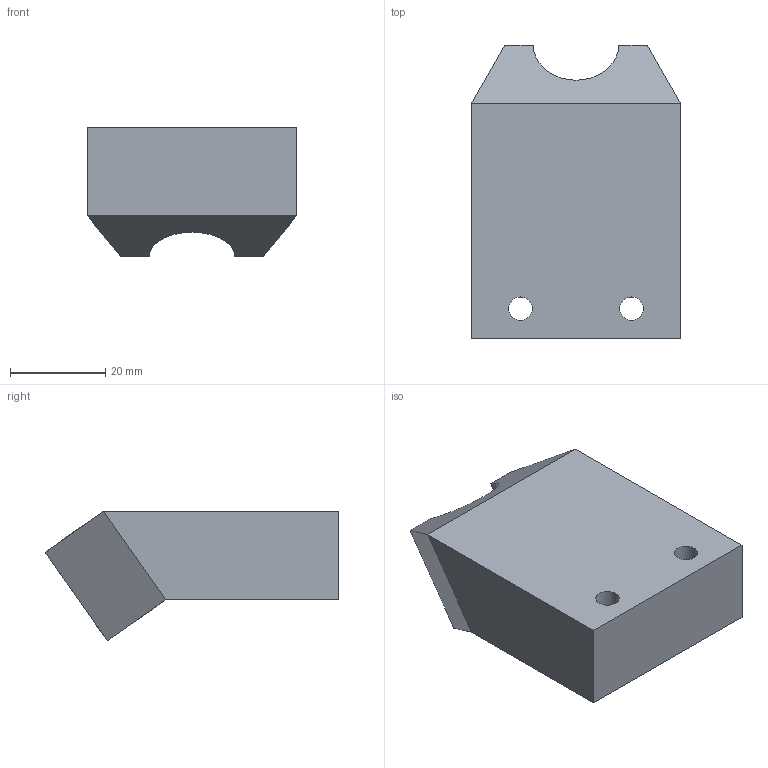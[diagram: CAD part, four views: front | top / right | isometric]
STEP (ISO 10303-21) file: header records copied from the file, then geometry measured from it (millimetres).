
FILE_DESCRIPTION (( 'STEP AP214' ), '1' );
FILE_NAME ('4400-23-P-0610(1 pieza).STEP', '2023-03-01T05:38:49', ( '' ), ( '' ), 'SwSTEP 2.0', 'SolidWorks 2022', '' );
FILE_SCHEMA (( 'AUTOMOTIVE_DESIGN' ));
Length unit declared in the file: inch
Products named in the file (1): 4400-23-P-0610(1 pieza)
Bounding box: 44.05 x 61.79 x 27.26 mm (x, y, z)
Volume: 43088.7 mm3; surface area: 12427.3 mm2
Topology: 2 solids, 2 shells, 38 faces, 98 edges, 64 vertices
Faces by surface type: cylinder 13, plane 13, cone 12
Entity records: 1231 total; most frequent: DIRECTION 210, CARTESIAN_POINT 201, ORIENTED_EDGE 196, EDGE_CURVE 98, AXIS2_PLACEMENT_3D 73, VERTEX_POINT 64, LINE 64, VECTOR 64
